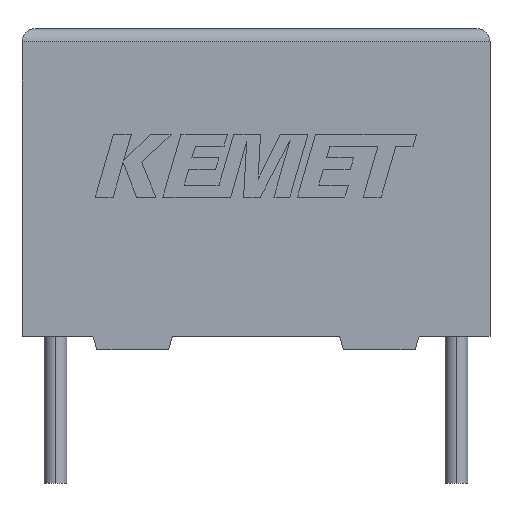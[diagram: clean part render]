
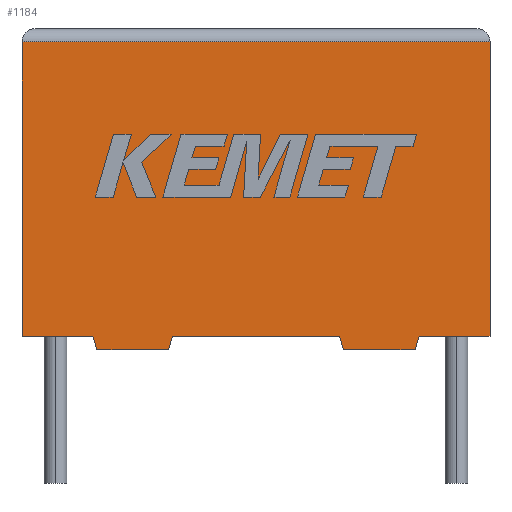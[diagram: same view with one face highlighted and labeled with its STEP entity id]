
A CAD part, top view. The second image highlights one B-rep face of the part: STEP entity #1184.
In plain terms, the highlighted planar face has unit normal (0, 0, 1).
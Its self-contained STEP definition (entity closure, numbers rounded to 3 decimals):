
#34 = DIRECTION ( 'NONE',  ( 1., 0., 0. ) ) ;
#57 = DIRECTION ( 'NONE',  ( 1., 0., 0. ) ) ;
#89 = ORIENTED_EDGE ( 'NONE', *, *, #2087, .F. ) ;
#156 = EDGE_CURVE ( 'NONE', #557, #735, #960, .T. ) ;
#239 = EDGE_CURVE ( 'NONE', #735, #1873, #2432, .T. ) ;
#295 = DIRECTION ( 'NONE',  ( -0.287, 0.958, 0. ) ) ;
#331 = CARTESIAN_POINT ( 'NONE',  ( 0., 0., 5. ) ) ;
#353 = CARTESIAN_POINT ( 'NONE',  ( 0., 0., 5. ) ) ;
#450 = VERTEX_POINT ( 'NONE', #2073 ) ;
#472 = EDGE_CURVE ( 'NONE', #1452, #557, #2590, .T. ) ;
#512 = ORIENTED_EDGE ( 'NONE', *, *, #472, .T. ) ;
#557 = VERTEX_POINT ( 'NONE', #2542 ) ;
#637 = DIRECTION ( 'NONE',  ( 0., 1., 0. ) ) ;
#663 = EDGE_CURVE ( 'NONE', #1357, #1256, #1011, .T. ) ;
#735 = VERTEX_POINT ( 'NONE', #2109 ) ;
#754 = EDGE_CURVE ( 'NONE', #1873, #3236, #1349, .T. ) ;
#826 = CARTESIAN_POINT ( 'NONE',  ( 0., 0., 5. ) ) ;
#839 = CARTESIAN_POINT ( 'NONE',  ( 0., 11., 5. ) ) ;
#858 = EDGE_CURVE ( 'NONE', #3236, #1912, #1179, .T. ) ;
#866 = CARTESIAN_POINT ( 'NONE',  ( 2.8, -0.5, 5. ) ) ;
#890 = EDGE_CURVE ( 'NONE', #1912, #450, #2231, .T. ) ;
#898 = VECTOR ( 'NONE', #2719, 1000. ) ;
#925 = ORIENTED_EDGE ( 'NONE', *, *, #754, .T. ) ;
#960 = LINE ( 'NONE', #2482, #1803 ) ;
#976 = ORIENTED_EDGE ( 'NONE', *, *, #239, .T. ) ;
#1011 = LINE ( 'NONE', #1312, #1582 ) ;
#1047 = CARTESIAN_POINT ( 'NONE',  ( 14.7, -0.5, 5. ) ) ;
#1156 = ORIENTED_EDGE ( 'NONE', *, *, #156, .T. ) ;
#1179 = LINE ( 'NONE', #2187, #898 ) ;
#1181 = DIRECTION ( 'NONE',  ( 0.287, -0.958, 0. ) ) ;
#1184 = ADVANCED_FACE ( 'NONE', ( #1469 ), #2279, .F. ) ;
#1221 = VECTOR ( 'NONE', #637, 1000. ) ;
#1231 = EDGE_CURVE ( 'NONE', #1256, #1678, #1917, .T. ) ;
#1252 = CARTESIAN_POINT ( 'NONE',  ( 14.85, 0., 5. ) ) ;
#1256 = VERTEX_POINT ( 'NONE', #1649 ) ;
#1281 = LINE ( 'NONE', #1047, #1624 ) ;
#1300 = CARTESIAN_POINT ( 'NONE',  ( 17.5, 11., 5. ) ) ;
#1312 = CARTESIAN_POINT ( 'NONE',  ( 0., 0., 5. ) ) ;
#1349 = LINE ( 'NONE', #866, #2208 ) ;
#1357 = VERTEX_POINT ( 'NONE', #1252 ) ;
#1376 = EDGE_CURVE ( 'NONE', #1678, #1452, #1552, .T. ) ;
#1452 = VERTEX_POINT ( 'NONE', #2511 ) ;
#1458 = DIRECTION ( 'NONE',  ( 1., 0., 0. ) ) ;
#1469 = FACE_OUTER_BOUND ( 'NONE', #2991, .T. ) ;
#1480 = VECTOR ( 'NONE', #2859, 1000. ) ;
#1548 = LINE ( 'NONE', #3050, #2010 ) ;
#1552 = LINE ( 'NONE', #839, #1480 ) ;
#1582 = VECTOR ( 'NONE', #57, 1000. ) ;
#1606 = DIRECTION ( 'NONE',  ( 0., -1., 0. ) ) ;
#1624 = VECTOR ( 'NONE', #2509, 1000. ) ;
#1642 = DIRECTION ( 'NONE',  ( -0.287, -0.958, 0. ) ) ;
#1649 = CARTESIAN_POINT ( 'NONE',  ( 17.5, 0., 5. ) ) ;
#1678 = VERTEX_POINT ( 'NONE', #1300 ) ;
#1693 = ORIENTED_EDGE ( 'NONE', *, *, #663, .T. ) ;
#1704 = CARTESIAN_POINT ( 'NONE',  ( 2.65, 0., 5. ) ) ;
#1748 = VECTOR ( 'NONE', #1181, 1000. ) ;
#1752 = ORIENTED_EDGE ( 'NONE', *, *, #3072, .F. ) ;
#1769 = CARTESIAN_POINT ( 'NONE',  ( 2.8, -0.5, 5. ) ) ;
#1803 = VECTOR ( 'NONE', #1458, 1000. ) ;
#1842 = DIRECTION ( 'NONE',  ( 0., 0., -1. ) ) ;
#1843 = ORIENTED_EDGE ( 'NONE', *, *, #1376, .T. ) ;
#1870 = DIRECTION ( 'NONE',  ( 1., 0., 0. ) ) ;
#1873 = VERTEX_POINT ( 'NONE', #1769 ) ;
#1912 = VERTEX_POINT ( 'NONE', #2434 ) ;
#1917 = LINE ( 'NONE', #2625, #1221 ) ;
#2010 = VECTOR ( 'NONE', #295, 1000. ) ;
#2073 = CARTESIAN_POINT ( 'NONE',  ( 11.873, 0., 5. ) ) ;
#2087 = EDGE_CURVE ( 'NONE', #1357, #2453, #2652, .T. ) ;
#2109 = CARTESIAN_POINT ( 'NONE',  ( 2.65, 0., 5. ) ) ;
#2163 = ORIENTED_EDGE ( 'NONE', *, *, #890, .T. ) ;
#2187 = CARTESIAN_POINT ( 'NONE',  ( 5.478, -0.5, 5. ) ) ;
#2208 = VECTOR ( 'NONE', #1870, 1000. ) ;
#2231 = LINE ( 'NONE', #826, #2419 ) ;
#2265 = VECTOR ( 'NONE', #1642, 1000. ) ;
#2279 = PLANE ( 'NONE',  #3168 ) ;
#2340 = VERTEX_POINT ( 'NONE', #3200 ) ;
#2415 = EDGE_CURVE ( 'NONE', #2340, #450, #1548, .T. ) ;
#2419 = VECTOR ( 'NONE', #34, 1000. ) ;
#2421 = CARTESIAN_POINT ( 'NONE',  ( 14.85, 0., 5. ) ) ;
#2432 = LINE ( 'NONE', #1704, #1748 ) ;
#2434 = CARTESIAN_POINT ( 'NONE',  ( 5.628, 0., 5. ) ) ;
#2453 = VERTEX_POINT ( 'NONE', #2550 ) ;
#2482 = CARTESIAN_POINT ( 'NONE',  ( 0., 0., 5. ) ) ;
#2509 = DIRECTION ( 'NONE',  ( -1., 0., 0. ) ) ;
#2511 = CARTESIAN_POINT ( 'NONE',  ( 0., 11., 5. ) ) ;
#2542 = CARTESIAN_POINT ( 'NONE',  ( 0., 0., 5. ) ) ;
#2550 = CARTESIAN_POINT ( 'NONE',  ( 14.7, -0.5, 5. ) ) ;
#2590 = LINE ( 'NONE', #331, #2896 ) ;
#2602 = ORIENTED_EDGE ( 'NONE', *, *, #858, .T. ) ;
#2625 = CARTESIAN_POINT ( 'NONE',  ( 17.5, 0., 5. ) ) ;
#2652 = LINE ( 'NONE', #2421, #2265 ) ;
#2704 = ORIENTED_EDGE ( 'NONE', *, *, #2415, .F. ) ;
#2719 = DIRECTION ( 'NONE',  ( 0.287, 0.958, 0. ) ) ;
#2765 = DIRECTION ( 'NONE',  ( -1., 0., 0. ) ) ;
#2859 = DIRECTION ( 'NONE',  ( -1., 0., 0. ) ) ;
#2896 = VECTOR ( 'NONE', #1606, 1000. ) ;
#2991 = EDGE_LOOP ( 'NONE', ( #3115, #1843, #512, #1156, #976, #925, #2602, #2163, #2704, #1752, #89, #1693 ) ) ;
#3050 = CARTESIAN_POINT ( 'NONE',  ( 12.023, -0.5, 5. ) ) ;
#3072 = EDGE_CURVE ( 'NONE', #2453, #2340, #1281, .T. ) ;
#3108 = CARTESIAN_POINT ( 'NONE',  ( 5.478, -0.5, 5. ) ) ;
#3115 = ORIENTED_EDGE ( 'NONE', *, *, #1231, .T. ) ;
#3168 = AXIS2_PLACEMENT_3D ( 'NONE', #353, #1842, #2765 ) ;
#3200 = CARTESIAN_POINT ( 'NONE',  ( 12.023, -0.5, 5. ) ) ;
#3236 = VERTEX_POINT ( 'NONE', #3108 ) ;
